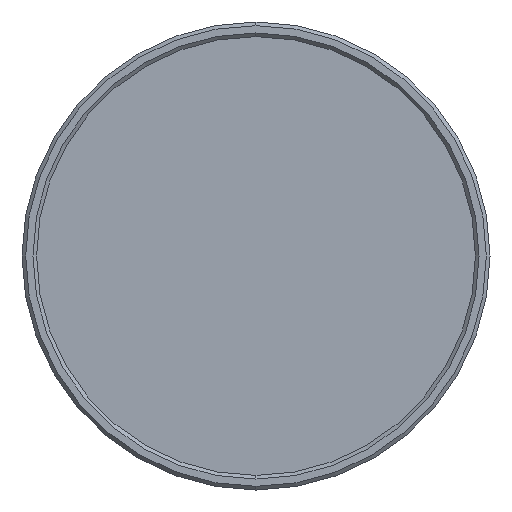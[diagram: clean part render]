
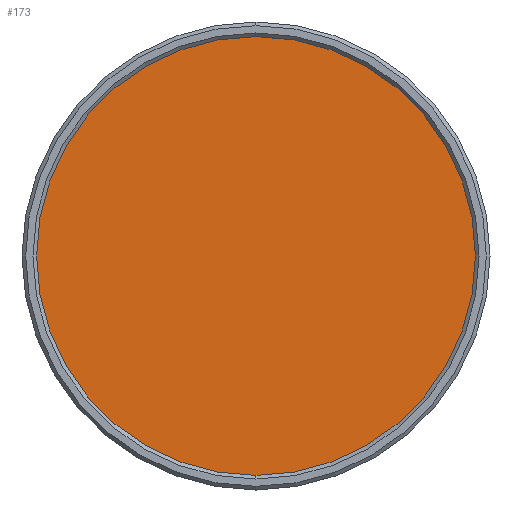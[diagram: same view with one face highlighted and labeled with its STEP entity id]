
A CAD part, left-side view. The second image highlights one B-rep face of the part: STEP entity #173.
In plain terms, the highlighted planar face has unit normal (-1, 0, 0).
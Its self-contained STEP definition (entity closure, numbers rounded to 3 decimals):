
#173=ADVANCED_FACE('Volume46',(#227),#834,.T.);
#227=FACE_OUTER_BOUND('',#715,.T.);
#430=ORIENTED_EDGE('',*,*,#533,.F.);
#431=ORIENTED_EDGE('',*,*,#532,.F.);
#532=EDGE_CURVE('20',#660,#661,#596,.T.);
#533=EDGE_CURVE('19',#661,#660,#597,.T.);
#596=CIRCLE('',#1157,15.);
#597=CIRCLE('',#1159,15.);
#660=VERTEX_POINT('21',#1041);
#661=VERTEX_POINT('20',#1043);
#715=EDGE_LOOP('',(#430,#431));
#834=PLANE('',#1160);
#1041=CARTESIAN_POINT('',(3.,0.,-15.));
#1043=CARTESIAN_POINT('',(3.,0.,15.));
#1045=CARTESIAN_POINT('',(3.,0.,0.));
#1047=CARTESIAN_POINT('',(3.,0.,0.));
#1048=CARTESIAN_POINT('',(3.,15.523,-15.5));
#1157=AXIS2_PLACEMENT_3D('',#1045,#1162,#1166);
#1159=AXIS2_PLACEMENT_3D('',#1047,#1162,#1161);
#1160=AXIS2_PLACEMENT_3D('',#1048,#1163,#1164);
#1161=DIRECTION('',(0.,0.,1.));
#1162=DIRECTION('',(1.,0.,0.));
#1163=DIRECTION('',(-1.,0.,0.));
#1164=DIRECTION('',(0.,-1.,0.));
#1166=DIRECTION('',(0.,0.,-1.));
